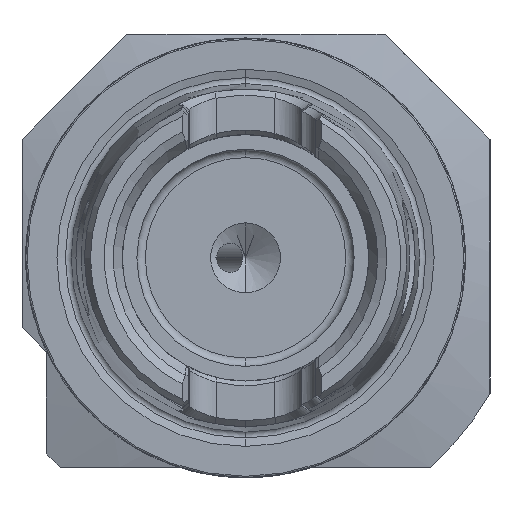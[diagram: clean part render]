
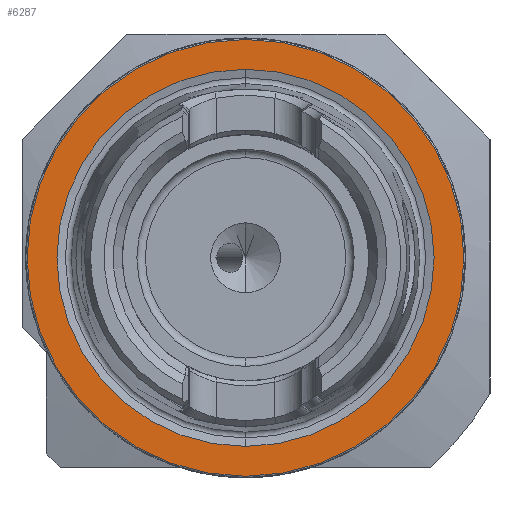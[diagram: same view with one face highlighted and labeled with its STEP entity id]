
A CAD part, left-side view. The second image highlights one B-rep face of the part: STEP entity #6287.
In plain terms, the highlighted planar face has unit normal (-1, 0, 0).
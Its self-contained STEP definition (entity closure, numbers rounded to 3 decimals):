
#653 = ORIENTED_EDGE ( 'NONE', *, *, #5038, .F. ) ;
#1309 = CIRCLE ( 'NONE', #6913, 27. ) ;
#1439 = FACE_OUTER_BOUND ( 'NONE', #5638, .T. ) ;
#1448 = ORIENTED_EDGE ( 'NONE', *, *, #8228, .T. ) ;
#1960 = VERTEX_POINT ( 'NONE', #5247 ) ;
#2059 = VERTEX_POINT ( 'NONE', #3779 ) ;
#2397 = DIRECTION ( 'NONE',  ( -1., 0., 0. ) ) ;
#3252 = AXIS2_PLACEMENT_3D ( 'NONE', #8375, #8078, #8030 ) ;
#3779 = CARTESIAN_POINT ( 'NONE',  ( 0., 0., -27. ) ) ;
#5038 = EDGE_CURVE ( 'NONE', #2059, #10576, #1309, .T. ) ;
#5247 = CARTESIAN_POINT ( 'NONE',  ( 0., 0., -31.275 ) ) ;
#5495 = EDGE_CURVE ( 'NONE', #10576, #2059, #11682, .T. ) ;
#5528 = CARTESIAN_POINT ( 'NONE',  ( 0., 0., 0. ) ) ;
#5638 = EDGE_LOOP ( 'NONE', ( #11086, #1448 ) ) ;
#6287 = ADVANCED_FACE ( 'NONE', ( #12001, #1439 ), #8251, .F. ) ;
#6571 = DIRECTION ( 'NONE',  ( 0., 0., 1. ) ) ;
#6797 = CIRCLE ( 'NONE', #10650, 31.275 ) ;
#6913 = AXIS2_PLACEMENT_3D ( 'NONE', #10641, #10602, #10556 ) ;
#6961 = EDGE_LOOP ( 'NONE', ( #12290, #653 ) ) ;
#7677 = CARTESIAN_POINT ( 'NONE',  ( 0., 0., 27. ) ) ;
#8030 = DIRECTION ( 'NONE',  ( 0., 0., -1. ) ) ;
#8078 = DIRECTION ( 'NONE',  ( 1., 0., 0. ) ) ;
#8228 = EDGE_CURVE ( 'NONE', #1960, #9249, #6797, .T. ) ;
#8251 = PLANE ( 'NONE',  #3252 ) ;
#8345 = CARTESIAN_POINT ( 'NONE',  ( 0., 0., 0. ) ) ;
#8375 = CARTESIAN_POINT ( 'NONE',  ( 0., 31.275, 0. ) ) ;
#8965 = AXIS2_PLACEMENT_3D ( 'NONE', #8345, #2397, #9352 ) ;
#9249 = VERTEX_POINT ( 'NONE', #10262 ) ;
#9329 = EDGE_CURVE ( 'NONE', #9249, #1960, #10559, .T. ) ;
#9352 = DIRECTION ( 'NONE',  ( 0., 0., 1. ) ) ;
#10262 = CARTESIAN_POINT ( 'NONE',  ( 0., 0., 31.275 ) ) ;
#10556 = DIRECTION ( 'NONE',  ( 0., 0., 1. ) ) ;
#10559 = CIRCLE ( 'NONE', #8965, 31.275 ) ;
#10576 = VERTEX_POINT ( 'NONE', #7677 ) ;
#10602 = DIRECTION ( 'NONE',  ( -1., 0., 0. ) ) ;
#10641 = CARTESIAN_POINT ( 'NONE',  ( 0., 0., 0. ) ) ;
#10650 = AXIS2_PLACEMENT_3D ( 'NONE', #5528, #12519, #6571 ) ;
#10734 = DIRECTION ( 'NONE',  ( 0., 0., 1. ) ) ;
#10746 = DIRECTION ( 'NONE',  ( -1., 0., 0. ) ) ;
#10760 = CARTESIAN_POINT ( 'NONE',  ( 0., 0., 0. ) ) ;
#11086 = ORIENTED_EDGE ( 'NONE', *, *, #9329, .T. ) ;
#11682 = CIRCLE ( 'NONE', #12034, 27. ) ;
#12001 = FACE_BOUND ( 'NONE', #6961, .T. ) ;
#12034 = AXIS2_PLACEMENT_3D ( 'NONE', #10760, #10746, #10734 ) ;
#12290 = ORIENTED_EDGE ( 'NONE', *, *, #5495, .F. ) ;
#12519 = DIRECTION ( 'NONE',  ( -1., 0., 0. ) ) ;
